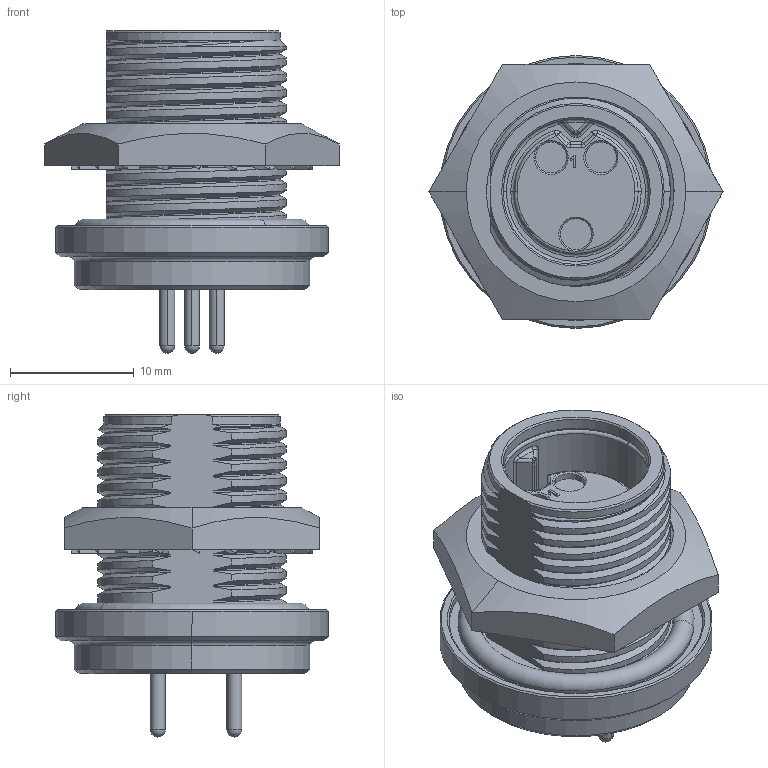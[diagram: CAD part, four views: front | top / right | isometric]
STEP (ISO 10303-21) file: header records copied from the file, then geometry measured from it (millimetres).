
FILE_DESCRIPTION (( 'STEP AP203' ), '1' );
FILE_NAME ('SF7381-3SG-3ES.STEP', '2015-04-15T19:50:38', ( '' ), ( '' ), 'SwSTEP 2.0', 'SolidWorks 2014', '' );
FILE_SCHEMA (( 'CONFIG_CONTROL_DESIGN' ));
Length unit declared in the file: inch
Products named in the file (1): SF7381-3SG-3ES
Bounding box: 23.82 x 22.1 x 26.11 mm (x, y, z)
Volume: 4284.5 mm3; surface area: 3620.1 mm2
Topology: 2 solids, 2 shells, 365 faces, 885 edges, 545 vertices
Faces by surface type: plane 175, cylinder 83, bspline 43, cone 29, torus 24, sphere 11
Entity records: 25541 total; most frequent: CARTESIAN_POINT 17552, ORIENTED_EDGE 1732, DIRECTION 1518, EDGE_CURVE 866, VERTEX_POINT 537, AXIS2_PLACEMENT_3D 515, VECTOR 488, LINE 488
